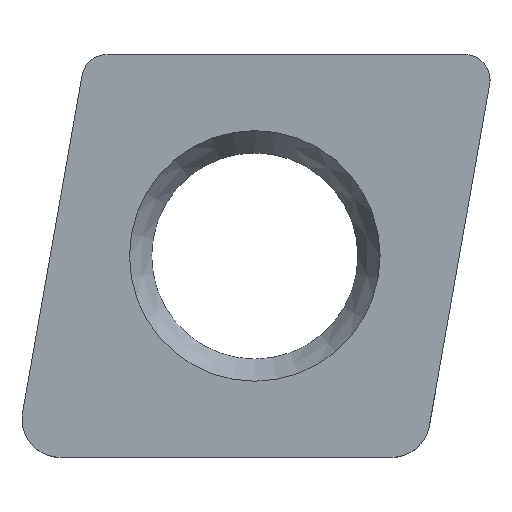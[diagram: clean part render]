
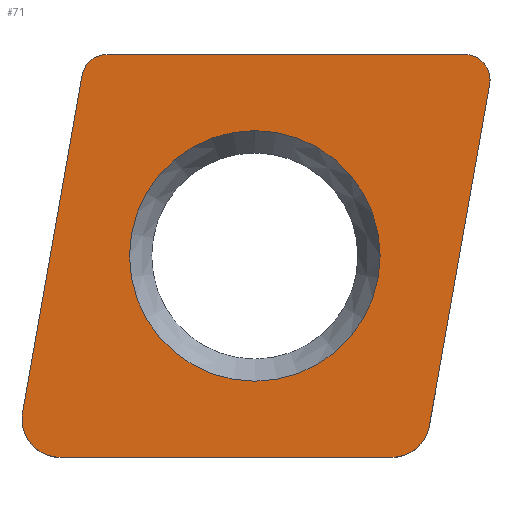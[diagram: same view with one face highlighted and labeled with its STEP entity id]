
A CAD part, top view. The second image highlights one B-rep face of the part: STEP entity #71.
In plain terms, the highlighted planar face has unit normal (0, 0, 1).
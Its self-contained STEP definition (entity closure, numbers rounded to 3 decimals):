
#71=ADVANCED_FACE('',(#105,#106),#95,.T.);
#95=PLANE('',#444);
#105=FACE_BOUND('',#109,.T.);
#106=FACE_BOUND('',#110,.T.);
#109=EDGE_LOOP('',(#155,#156,#157,#158,#159,#160,#161,#162));
#110=EDGE_LOOP('',(#163,#164));
#135=CIRCLE('',#438,1.2);
#136=CIRCLE('',#439,1.2);
#137=CIRCLE('',#440,0.8);
#138=CIRCLE('',#441,0.8);
#139=CIRCLE('',#442,3.95);
#140=CIRCLE('',#443,3.95);
#155=ORIENTED_EDGE('',*,*,#295,.T.);
#156=ORIENTED_EDGE('',*,*,#296,.T.);
#157=ORIENTED_EDGE('',*,*,#297,.T.);
#158=ORIENTED_EDGE('',*,*,#298,.T.);
#159=ORIENTED_EDGE('',*,*,#299,.T.);
#160=ORIENTED_EDGE('',*,*,#300,.T.);
#161=ORIENTED_EDGE('',*,*,#301,.T.);
#162=ORIENTED_EDGE('',*,*,#302,.T.);
#163=ORIENTED_EDGE('',*,*,#303,.T.);
#164=ORIENTED_EDGE('',*,*,#304,.T.);
#263=VERTEX_POINT('',#615);
#264=VERTEX_POINT('',#616);
#265=VERTEX_POINT('',#618);
#266=VERTEX_POINT('',#620);
#267=VERTEX_POINT('',#622);
#268=VERTEX_POINT('',#624);
#269=VERTEX_POINT('',#626);
#270=VERTEX_POINT('',#628);
#271=VERTEX_POINT('',#631);
#272=VERTEX_POINT('',#632);
#295=EDGE_CURVE('',#263,#264,#349,.T.);
#296=EDGE_CURVE('',#264,#265,#135,.T.);
#297=EDGE_CURVE('',#265,#266,#350,.T.);
#298=EDGE_CURVE('',#266,#267,#136,.T.);
#299=EDGE_CURVE('',#267,#268,#351,.T.);
#300=EDGE_CURVE('',#268,#269,#137,.T.);
#301=EDGE_CURVE('',#269,#270,#352,.T.);
#302=EDGE_CURVE('',#270,#263,#138,.T.);
#303=EDGE_CURVE('',#271,#272,#139,.T.);
#304=EDGE_CURVE('',#272,#271,#140,.T.);
#349=LINE('',#614,#383);
#350=LINE('',#619,#384);
#351=LINE('',#623,#385);
#352=LINE('',#627,#386);
#383=VECTOR('',#488,1.);
#384=VECTOR('',#491,1.);
#385=VECTOR('',#494,1.);
#386=VECTOR('',#497,1.);
#438=AXIS2_PLACEMENT_3D('',#617,#489,#490);
#439=AXIS2_PLACEMENT_3D('',#621,#492,#493);
#440=AXIS2_PLACEMENT_3D('',#625,#495,#496);
#441=AXIS2_PLACEMENT_3D('',#629,#498,#499);
#442=AXIS2_PLACEMENT_3D('',#630,#500,#501);
#443=AXIS2_PLACEMENT_3D('',#633,#502,#503);
#444=AXIS2_PLACEMENT_3D('',#634,#504,#505);
#488=DIRECTION('',(-0.174,-0.985,0.));
#489=DIRECTION('',(0.,0.,1.));
#490=DIRECTION('',(-0.985,0.174,0.));
#491=DIRECTION('',(1.,0.,0.));
#492=DIRECTION('',(0.,0.,1.));
#493=DIRECTION('',(0.,-1.,0.));
#494=DIRECTION('',(0.174,0.985,0.));
#495=DIRECTION('',(0.,0.,1.));
#496=DIRECTION('',(0.985,-0.174,0.));
#497=DIRECTION('',(-1.,0.,0.));
#498=DIRECTION('',(0.,0.,1.));
#499=DIRECTION('',(0.,1.,0.));
#500=DIRECTION('',(0.,0.,-1.));
#501=DIRECTION('',(0.,1.,0.));
#502=DIRECTION('',(0.,0.,-1.));
#503=DIRECTION('',(0.,-1.,0.));
#504=DIRECTION('',(0.,0.,1.));
#505=DIRECTION('',(-1.,0.,0.));
#614=CARTESIAN_POINT('',(-5.445,5.689,0.));
#615=CARTESIAN_POINT('',(-5.445,5.689,0.));
#616=CARTESIAN_POINT('',(-7.319,-4.942,0.));
#617=CARTESIAN_POINT('',(-6.138,-5.15,0.));
#618=CARTESIAN_POINT('',(-6.138,-6.35,0.));
#619=CARTESIAN_POINT('',(-6.138,-6.35,0.));
#620=CARTESIAN_POINT('',(4.321,-6.35,0.));
#621=CARTESIAN_POINT('',(4.321,-5.15,0.));
#622=CARTESIAN_POINT('',(5.503,-5.358,0.));
#623=CARTESIAN_POINT('',(5.503,-5.358,0.));
#624=CARTESIAN_POINT('',(7.402,5.411,0.));
#625=CARTESIAN_POINT('',(6.614,5.55,0.));
#626=CARTESIAN_POINT('',(6.614,6.35,0.));
#627=CARTESIAN_POINT('',(6.614,6.35,0.));
#628=CARTESIAN_POINT('',(-4.657,6.35,0.));
#629=CARTESIAN_POINT('',(-4.657,5.55,0.));
#630=CARTESIAN_POINT('',(0.,0.,0.));
#631=CARTESIAN_POINT('',(0.,3.95,0.));
#632=CARTESIAN_POINT('',(0.,-3.95,0.));
#633=CARTESIAN_POINT('',(0.,0.,0.));
#634=CARTESIAN_POINT('',(0.,0.,0.));
